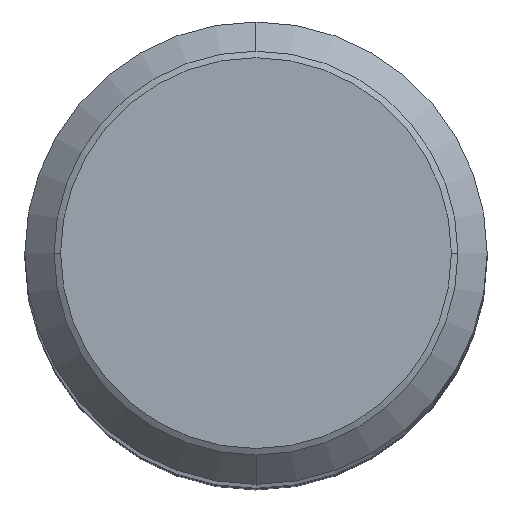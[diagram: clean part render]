
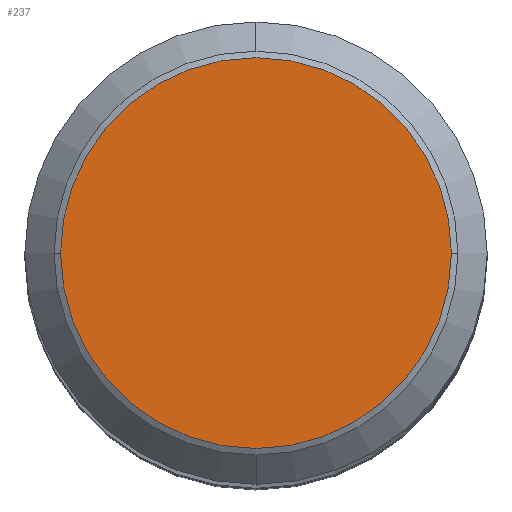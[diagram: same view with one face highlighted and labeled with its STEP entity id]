
A CAD part, top view. The second image highlights one B-rep face of the part: STEP entity #237.
In plain terms, the highlighted planar face has unit normal (0, 0, 1).
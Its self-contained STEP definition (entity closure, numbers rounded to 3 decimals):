
#171=EDGE_CURVE('',#197,#217,#369,.T.);
#183=EDGE_CURVE('',#217,#197,#384,.T.);
#197=VERTEX_POINT('',#400);
#217=VERTEX_POINT('',#422);
#237=ADVANCED_FACE('',(#443),#444,.T.);
#369=CIRCLE('',#593,5.917);
#384=CIRCLE('',#610,5.917);
#400=CARTESIAN_POINT('',(5.917,0.,84.));
#422=CARTESIAN_POINT('',(-5.917,0.,84.0));
#443=FACE_OUTER_BOUND('',#687,.T.);
#444=PLANE('',#688);
#593=AXIS2_PLACEMENT_3D('',#867,#868,#869);
#610=AXIS2_PLACEMENT_3D('',#898,#899,#900);
#687=EDGE_LOOP('',(#971,#972));
#688=AXIS2_PLACEMENT_3D('',#973,#974,#975);
#867=CARTESIAN_POINT('',(0.,0.0,84.));
#868=DIRECTION('',(0.0,0.0,1.0));
#869=DIRECTION('',(-1.0,0.,0.0));
#898=CARTESIAN_POINT('',(0.,0.0,84.));
#899=DIRECTION('',(0.0,0.0,1.0));
#900=DIRECTION('',(-1.0,0.,0.0));
#971=ORIENTED_EDGE('',*,*,#183,.T.);
#972=ORIENTED_EDGE('',*,*,#171,.T.);
#973=CARTESIAN_POINT('',(0.,-3.0,84.));
#974=DIRECTION('',(0.0,0.0,1.0));
#975=DIRECTION('',(0.,-1.0,0.0));
